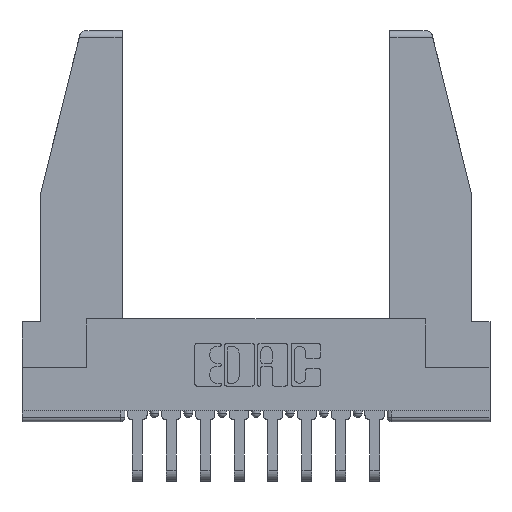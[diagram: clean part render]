
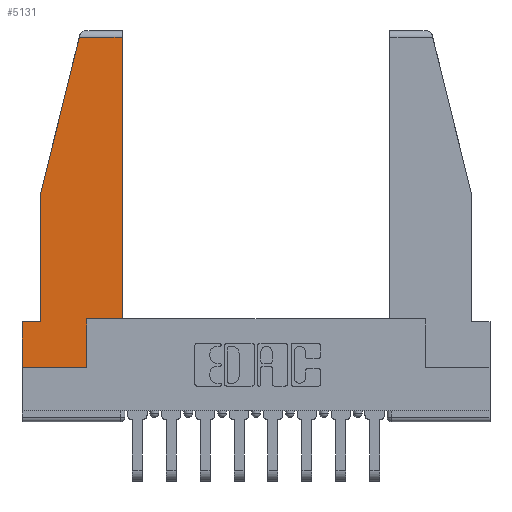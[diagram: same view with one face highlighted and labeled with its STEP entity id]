
A CAD part, top view. The second image highlights one B-rep face of the part: STEP entity #5131.
In plain terms, the highlighted planar face has unit normal (0, 0, 1).
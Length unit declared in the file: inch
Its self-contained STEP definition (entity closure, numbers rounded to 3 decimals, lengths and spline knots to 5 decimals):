
#48 = CARTESIAN_POINT ( 'NONE',  ( 0., 0.21, 0. ) ) ;
#386 = VERTEX_POINT ( 'NONE', #7893 ) ;
#505 = VECTOR ( 'NONE', #5076, 39.37008 ) ;
#570 = EDGE_CURVE ( 'NONE', #11511, #14407, #12805, .T. ) ;
#870 = CARTESIAN_POINT ( 'NONE',  ( 0., 0., 0. ) ) ;
#1074 = CARTESIAN_POINT ( 'NONE',  ( 0.086, 0.8, 0. ) ) ;
#1278 = LINE ( 'NONE', #2887, #3207 ) ;
#1340 = CARTESIAN_POINT ( 'NONE',  ( 0., 0., 0. ) ) ;
#1682 = LINE ( 'NONE', #8754, #505 ) ;
#1758 = ORIENTED_EDGE ( 'NONE', *, *, #9305, .T. ) ;
#2332 = VERTEX_POINT ( 'NONE', #4906 ) ;
#2518 = LINE ( 'NONE', #48, #7708 ) ;
#2563 = CARTESIAN_POINT ( 'NONE',  ( 0., 0., 0. ) ) ;
#2859 = CARTESIAN_POINT ( 'NONE',  ( 0.297, 0.223, 0. ) ) ;
#2887 = CARTESIAN_POINT ( 'NONE',  ( 0.461, 0.223, 0. ) ) ;
#3207 = VECTOR ( 'NONE', #9951, 39.37008 ) ;
#3332 = VECTOR ( 'NONE', #3526, 39.37008 ) ;
#3342 = VECTOR ( 'NONE', #6447, 39.37008 ) ;
#3526 = DIRECTION ( 'NONE',  ( 0., 1., 0. ) ) ;
#3685 = CARTESIAN_POINT ( 'NONE',  ( 0., 1.52, 0. ) ) ;
#3985 = EDGE_CURVE ( 'NONE', #8147, #4592, #14051, .T. ) ;
#4226 = ORIENTED_EDGE ( 'NONE', *, *, #13504, .T. ) ;
#4478 = CARTESIAN_POINT ( 'NONE',  ( 0.297, 0., 0. ) ) ;
#4592 = VERTEX_POINT ( 'NONE', #10794 ) ;
#4777 = EDGE_CURVE ( 'NONE', #4592, #386, #14014, .T. ) ;
#4803 = PLANE ( 'NONE',  #6555 ) ;
#4906 = CARTESIAN_POINT ( 'NONE',  ( 0.461, 1.52, 0. ) ) ;
#4993 = DIRECTION ( 'NONE',  ( 0., -1., 0. ) ) ;
#5076 = DIRECTION ( 'NONE',  ( -1., 0., 0. ) ) ;
#5124 = VECTOR ( 'NONE', #13233, 39.37008 ) ;
#5131 = ADVANCED_FACE ( 'NONE', ( #12811 ), #4803, .T. ) ;
#5138 = CARTESIAN_POINT ( 'NONE',  ( 0.086, 0.21, 0. ) ) ;
#6127 = ORIENTED_EDGE ( 'NONE', *, *, #4777, .T. ) ;
#6193 = LINE ( 'NONE', #2859, #12034 ) ;
#6263 = DIRECTION ( 'NONE',  ( 1., 0., 0. ) ) ;
#6405 = VERTEX_POINT ( 'NONE', #14125 ) ;
#6447 = DIRECTION ( 'NONE',  ( 0., -1., 0. ) ) ;
#6555 = AXIS2_PLACEMENT_3D ( 'NONE', #2563, #7281, #8337 ) ;
#6780 = VECTOR ( 'NONE', #8273, 39.37008 ) ;
#7153 = ORIENTED_EDGE ( 'NONE', *, *, #3985, .T. ) ;
#7281 = DIRECTION ( 'NONE',  ( 0., 0., 1. ) ) ;
#7338 = CARTESIAN_POINT ( 'NONE',  ( 0., 0.21, 0. ) ) ;
#7498 = EDGE_CURVE ( 'NONE', #14407, #11146, #14164, .T. ) ;
#7708 = VECTOR ( 'NONE', #4993, 39.37008 ) ;
#7893 = CARTESIAN_POINT ( 'NONE',  ( 0.297, 0.223, 0. ) ) ;
#8147 = VERTEX_POINT ( 'NONE', #870 ) ;
#8273 = DIRECTION ( 'NONE',  ( 1., 0., 0. ) ) ;
#8337 = DIRECTION ( 'NONE',  ( 1., 0., 0. ) ) ;
#8449 = VERTEX_POINT ( 'NONE', #7338 ) ;
#8455 = CARTESIAN_POINT ( 'NONE',  ( 0.086, 0.8, 0. ) ) ;
#8754 = CARTESIAN_POINT ( 'NONE',  ( 0., 0.21, 0. ) ) ;
#8782 = CARTESIAN_POINT ( 'NONE',  ( 0.2636, 1.52, 0. ) ) ;
#8805 = ORIENTED_EDGE ( 'NONE', *, *, #570, .T. ) ;
#9305 = EDGE_CURVE ( 'NONE', #2332, #11511, #14247, .T. ) ;
#9633 = ORIENTED_EDGE ( 'NONE', *, *, #10247, .T. ) ;
#9951 = DIRECTION ( 'NONE',  ( 0., 1., 0. ) ) ;
#10247 = EDGE_CURVE ( 'NONE', #386, #6405, #6193, .T. ) ;
#10794 = CARTESIAN_POINT ( 'NONE',  ( 0.297, 0., 0. ) ) ;
#10961 = ORIENTED_EDGE ( 'NONE', *, *, #12912, .T. ) ;
#11146 = VERTEX_POINT ( 'NONE', #5138 ) ;
#11231 = ORIENTED_EDGE ( 'NONE', *, *, #7498, .T. ) ;
#11337 = ORIENTED_EDGE ( 'NONE', *, *, #15021, .T. ) ;
#11511 = VERTEX_POINT ( 'NONE', #8782 ) ;
#12034 = VECTOR ( 'NONE', #6263, 39.37008 ) ;
#12805 = LINE ( 'NONE', #14034, #13314 ) ;
#12811 = FACE_OUTER_BOUND ( 'NONE', #12977, .T. ) ;
#12912 = EDGE_CURVE ( 'NONE', #6405, #2332, #1278, .T. ) ;
#12977 = EDGE_LOOP ( 'NONE', ( #10961, #1758, #8805, #11231, #4226, #11337, #7153, #6127, #9633 ) ) ;
#13233 = DIRECTION ( 'NONE',  ( -1., 0., 0. ) ) ;
#13314 = VECTOR ( 'NONE', #15109, 39.37008 ) ;
#13504 = EDGE_CURVE ( 'NONE', #11146, #8449, #1682, .T. ) ;
#14014 = LINE ( 'NONE', #4478, #3332 ) ;
#14034 = CARTESIAN_POINT ( 'NONE',  ( 0.271, 1.55, 0. ) ) ;
#14051 = LINE ( 'NONE', #1340, #6780 ) ;
#14125 = CARTESIAN_POINT ( 'NONE',  ( 0.461, 0.223, 0. ) ) ;
#14164 = LINE ( 'NONE', #8455, #3342 ) ;
#14247 = LINE ( 'NONE', #3685, #5124 ) ;
#14407 = VERTEX_POINT ( 'NONE', #1074 ) ;
#15021 = EDGE_CURVE ( 'NONE', #8449, #8147, #2518, .T. ) ;
#15109 = DIRECTION ( 'NONE',  ( -0.239, -0.971, 0. ) ) ;
